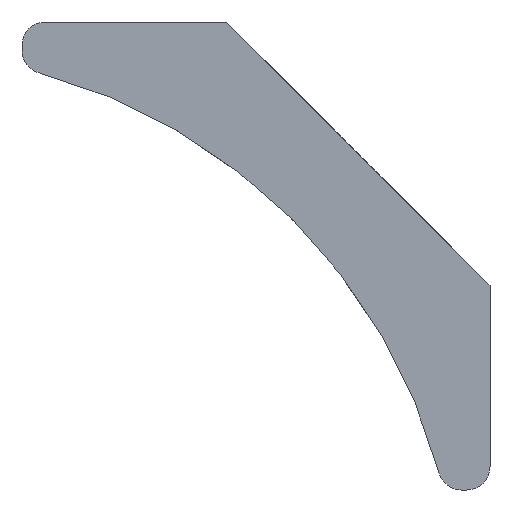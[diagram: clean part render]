
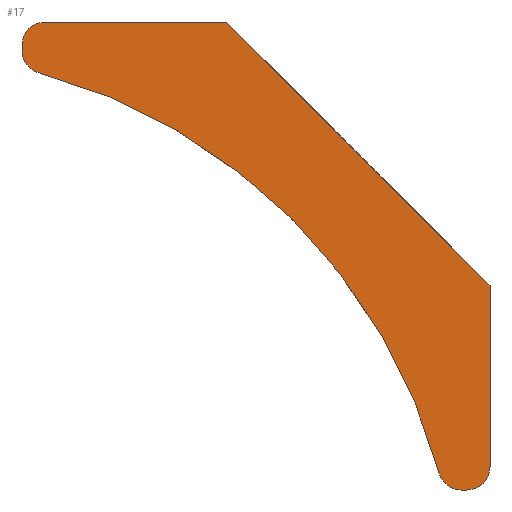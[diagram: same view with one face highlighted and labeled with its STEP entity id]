
A CAD part, left-side view. The second image highlights one B-rep face of the part: STEP entity #17.
In plain terms, the highlighted free-form (B-spline) face has degree [1, 1] with [2, 2] control points.
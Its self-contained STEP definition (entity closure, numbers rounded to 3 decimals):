
#17 = ADVANCED_FACE('',(#18),#105,.F.);
#18 = FACE_BOUND('',#19,.F.);
#19 = EDGE_LOOP('',(#20,#31,#39,#48,#56,#64,#72,#81,#89,#98));
#20 = ORIENTED_EDGE('',*,*,#21,.F.);
#21 = EDGE_CURVE('',#22,#24,#26,.T.);
#22 = VERTEX_POINT('',#23);
#23 = CARTESIAN_POINT('',(0.,30.112,-1.833));
#24 = VERTEX_POINT('',#25);
#25 = CARTESIAN_POINT('',(0.,29.003,-3.281));
#26 = CIRCLE('',#27,1.5);
#27 = AXIS2_PLACEMENT_3D('',#28,#29,#30);
#28 = CARTESIAN_POINT('',(0.,28.612,-1.833));
#29 = DIRECTION('',(-1.,0.,0.));
#30 = DIRECTION('',(0.,1.,0.));
#31 = ORIENTED_EDGE('',*,*,#32,.T.);
#32 = EDGE_CURVE('',#22,#33,#35,.T.);
#33 = VERTEX_POINT('',#34);
#34 = CARTESIAN_POINT('',(0.,30.112,-1.5));
#35 = LINE('',#36,#37);
#36 = CARTESIAN_POINT('',(0.,30.112,-1.833));
#37 = VECTOR('',#38,1.);
#38 = DIRECTION('',(0.,0.,1.));
#39 = ORIENTED_EDGE('',*,*,#40,.F.);
#40 = EDGE_CURVE('',#41,#33,#43,.T.);
#41 = VERTEX_POINT('',#42);
#42 = CARTESIAN_POINT('',(0.,28.612,0.));
#43 = CIRCLE('',#44,1.5);
#44 = AXIS2_PLACEMENT_3D('',#45,#46,#47);
#45 = CARTESIAN_POINT('',(0.,28.612,-1.5));
#46 = DIRECTION('',(-1.,0.,0.));
#47 = DIRECTION('',(0.,0.,1.));
#48 = ORIENTED_EDGE('',*,*,#49,.T.);
#49 = EDGE_CURVE('',#41,#50,#52,.T.);
#50 = VERTEX_POINT('',#51);
#51 = CARTESIAN_POINT('',(0.,16.934,0.));
#52 = LINE('',#53,#54);
#53 = CARTESIAN_POINT('',(0.,28.612,0.));
#54 = VECTOR('',#55,1.);
#55 = DIRECTION('',(0.,-1.,0.));
#56 = ORIENTED_EDGE('',*,*,#57,.T.);
#57 = EDGE_CURVE('',#50,#58,#60,.T.);
#58 = VERTEX_POINT('',#59);
#59 = CARTESIAN_POINT('',(0.,0.,-16.934));
#60 = LINE('',#61,#62);
#61 = CARTESIAN_POINT('',(0.,16.934,0.));
#62 = VECTOR('',#63,1.);
#63 = DIRECTION('',(0.,-0.707,-0.707));
#64 = ORIENTED_EDGE('',*,*,#65,.T.);
#65 = EDGE_CURVE('',#58,#66,#68,.T.);
#66 = VERTEX_POINT('',#67);
#67 = CARTESIAN_POINT('',(0.,0.,-28.612));
#68 = LINE('',#69,#70);
#69 = CARTESIAN_POINT('',(0.,0.,-16.934));
#70 = VECTOR('',#71,1.);
#71 = DIRECTION('',(0.,0.,-1.));
#72 = ORIENTED_EDGE('',*,*,#73,.F.);
#73 = EDGE_CURVE('',#74,#66,#76,.T.);
#74 = VERTEX_POINT('',#75);
#75 = CARTESIAN_POINT('',(0.,1.5,-30.112));
#76 = CIRCLE('',#77,1.5);
#77 = AXIS2_PLACEMENT_3D('',#78,#79,#80);
#78 = CARTESIAN_POINT('',(0.,1.5,-28.612));
#79 = DIRECTION('',(-1.,0.,0.));
#80 = DIRECTION('',(0.,0.,-1.));
#81 = ORIENTED_EDGE('',*,*,#82,.T.);
#82 = EDGE_CURVE('',#74,#83,#85,.T.);
#83 = VERTEX_POINT('',#84);
#84 = CARTESIAN_POINT('',(0.,1.837,-30.112));
#85 = LINE('',#86,#87);
#86 = CARTESIAN_POINT('',(0.,1.5,-30.112));
#87 = VECTOR('',#88,1.);
#88 = DIRECTION('',(0.,1.,0.));
#89 = ORIENTED_EDGE('',*,*,#90,.F.);
#90 = EDGE_CURVE('',#91,#83,#93,.T.);
#91 = VERTEX_POINT('',#92);
#92 = CARTESIAN_POINT('',(0.,3.285,-29.003));
#93 = CIRCLE('',#94,1.5);
#94 = AXIS2_PLACEMENT_3D('',#95,#96,#97);
#95 = CARTESIAN_POINT('',(0.,1.837,-28.612));
#96 = DIRECTION('',(-1.,0.,0.));
#97 = DIRECTION('',(0.,0.965,-0.261));
#98 = ORIENTED_EDGE('',*,*,#99,.T.);
#99 = EDGE_CURVE('',#91,#24,#100,.T.);
#100 = CIRCLE('',#101,36.49);
#101 = AXIS2_PLACEMENT_3D('',#102,#103,#104);
#102 = CARTESIAN_POINT('',(0.,38.515,-38.509));
#103 = DIRECTION('',(-1.,0.,0.));
#104 = DIRECTION('',(0.,-0.965,0.261));
#105 = B_SPLINE_SURFACE_WITH_KNOTS('',1,1,(
    (#106,#107)
    ,(#108,#109
    )),.UNSPECIFIED.,.F.,.F.,.F.,(2,2),(2,2),(-0.602,
    30.714),(-0.602,30.714),
  .PIECEWISE_BEZIER_KNOTS.);
#106 = CARTESIAN_POINT('',(0.,-0.602,0.602));
#107 = CARTESIAN_POINT('',(0.,30.714,0.602));
#108 = CARTESIAN_POINT('',(0.,-0.602,-30.714));
#109 = CARTESIAN_POINT('',(0.,30.714,-30.714));
